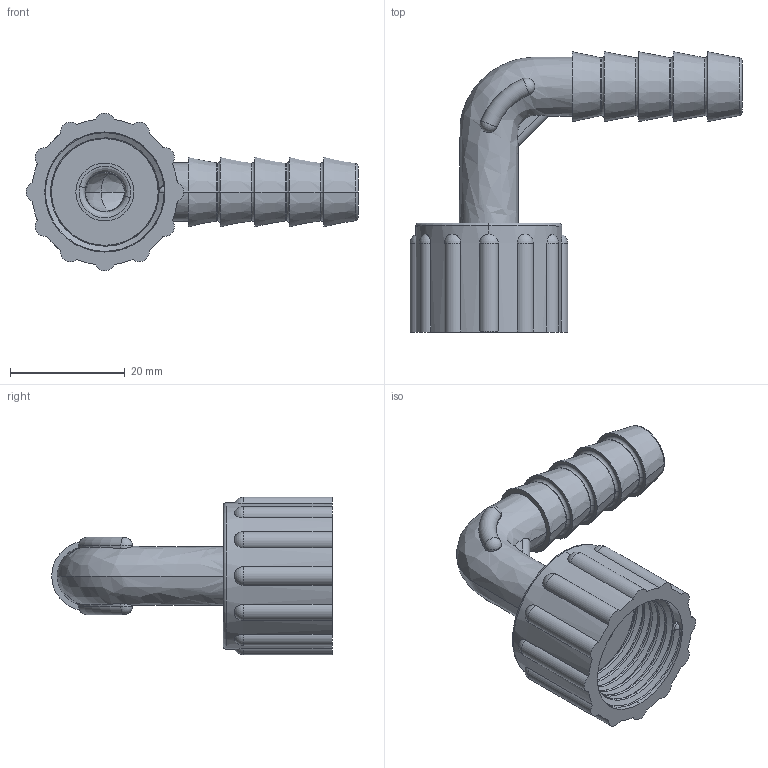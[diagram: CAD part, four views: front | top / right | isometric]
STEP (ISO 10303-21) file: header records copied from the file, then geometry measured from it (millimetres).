
FILE_DESCRIPTION (( 'STEP AP203' ), '1' );
FILE_NAME ('00121_0312.STEP', '2017-05-10T14:02:21', ( '' ), ( '' ), 'SwSTEP 2.0', 'SolidWorks 2011', '' );
FILE_SCHEMA (( 'CONFIG_CONTROL_DESIGN' ));
Length unit declared in the file: millimetre
Products named in the file (4): 00121_0312; 00125_0303; 00122_0303; 00124_0312
Assembly tree (3 placements, depth 2):
  00121_0312
    00125_0303
    00124_0312
    00122_0303
Bounding box: 57.9 x 48.9 x 27.5 mm (x, y, z)
Volume: 9311.6 mm3; surface area: 9400.5 mm2
Topology: 3 solids, 3 shells, 144 faces, 359 edges, 226 vertices
Faces by surface type: cylinder 59, torus 25, plane 18, sphere 16, bspline 13, cone 13
Entity records: 10852 total; most frequent: CARTESIAN_POINT 7198, ORIENTED_EDGE 698, DIRECTION 682, EDGE_CURVE 349, AXIS2_PLACEMENT_3D 299, VERTEX_POINT 222, CIRCLE 162, EDGE_LOOP 161
